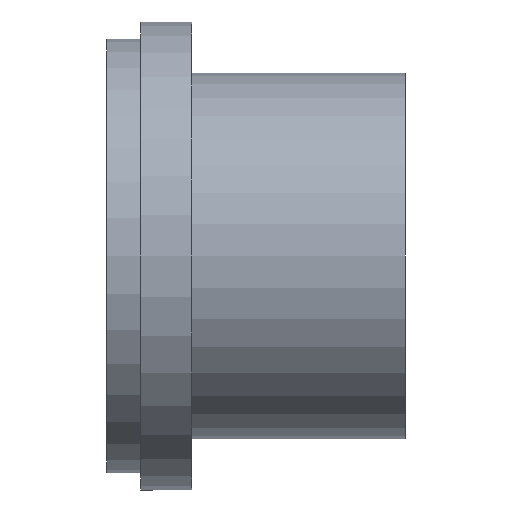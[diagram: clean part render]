
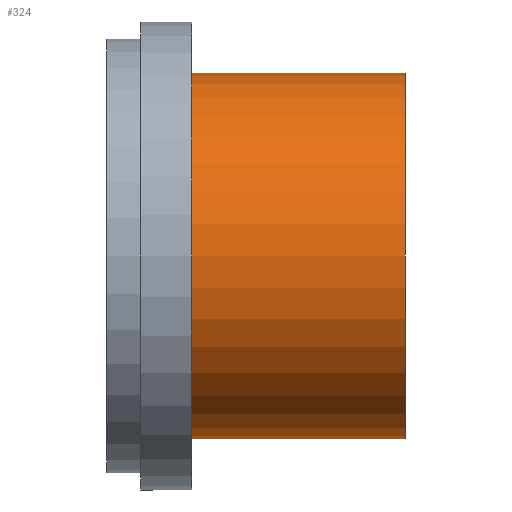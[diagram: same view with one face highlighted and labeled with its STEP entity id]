
A CAD part, front view. The second image highlights one B-rep face of the part: STEP entity #324.
In plain terms, the highlighted cylindrical face has radius 27.203 mm (diameter 54.407 mm), a partial arc.
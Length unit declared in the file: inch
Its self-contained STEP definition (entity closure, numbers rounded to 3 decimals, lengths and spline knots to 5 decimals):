
#21 = EDGE_CURVE ( 'NONE', #494, #135, #631, .T. ) ;
#24 = CARTESIAN_POINT ( 'NONE',  ( 2.75, 0., 0. ) ) ;
#53 = ORIENTED_EDGE ( 'NONE', *, *, #21, .T. ) ;
#64 = CIRCLE ( 'NONE', #1028, 1.071 ) ;
#74 = VECTOR ( 'NONE', #888, 39.37008 ) ;
#135 = VERTEX_POINT ( 'NONE', #266 ) ;
#208 = DIRECTION ( 'NONE',  ( -1., 0., 0. ) ) ;
#224 = CARTESIAN_POINT ( 'NONE',  ( 4., 0., 0. ) ) ;
#266 = CARTESIAN_POINT ( 'NONE',  ( 2.75, 0., 1.071 ) ) ;
#300 = CIRCLE ( 'NONE', #361, 1.071 ) ;
#318 = CARTESIAN_POINT ( 'NONE',  ( 4., 0., 1.071 ) ) ;
#324 = ADVANCED_FACE ( 'NONE', ( #742 ), #786, .T. ) ;
#361 = AXIS2_PLACEMENT_3D ( 'NONE', #24, #208, #658 ) ;
#449 = AXIS2_PLACEMENT_3D ( 'NONE', #1089, #987, #457 ) ;
#457 = DIRECTION ( 'NONE',  ( 0., 0., 1. ) ) ;
#477 = LINE ( 'NONE', #1140, #929 ) ;
#494 = VERTEX_POINT ( 'NONE', #318 ) ;
#498 = EDGE_LOOP ( 'NONE', ( #628, #553, #53, #1015 ) ) ;
#553 = ORIENTED_EDGE ( 'NONE', *, *, #1039, .T. ) ;
#613 = VERTEX_POINT ( 'NONE', #878 ) ;
#628 = ORIENTED_EDGE ( 'NONE', *, *, #941, .F. ) ;
#631 = LINE ( 'NONE', #1149, #74 ) ;
#658 = DIRECTION ( 'NONE',  ( 0., 0., 1. ) ) ;
#676 = DIRECTION ( 'NONE',  ( -1., 0., 0. ) ) ;
#742 = FACE_OUTER_BOUND ( 'NONE', #498, .T. ) ;
#773 = DIRECTION ( 'NONE',  ( 0., 0., 1. ) ) ;
#786 = CYLINDRICAL_SURFACE ( 'NONE', #449, 1.071 ) ;
#830 = EDGE_CURVE ( 'NONE', #1110, #135, #300, .T. ) ;
#878 = CARTESIAN_POINT ( 'NONE',  ( 4., 0., -1.071 ) ) ;
#888 = DIRECTION ( 'NONE',  ( -1., 0., 0. ) ) ;
#929 = VECTOR ( 'NONE', #943, 39.37008 ) ;
#941 = EDGE_CURVE ( 'NONE', #613, #1110, #477, .T. ) ;
#943 = DIRECTION ( 'NONE',  ( -1., 0., 0. ) ) ;
#987 = DIRECTION ( 'NONE',  ( -1., 0., 0. ) ) ;
#1015 = ORIENTED_EDGE ( 'NONE', *, *, #830, .F. ) ;
#1028 = AXIS2_PLACEMENT_3D ( 'NONE', #224, #676, #773 ) ;
#1029 = CARTESIAN_POINT ( 'NONE',  ( 2.75, 0., -1.071 ) ) ;
#1039 = EDGE_CURVE ( 'NONE', #613, #494, #64, .T. ) ;
#1089 = CARTESIAN_POINT ( 'NONE',  ( -0.5672, 0., 0. ) ) ;
#1110 = VERTEX_POINT ( 'NONE', #1029 ) ;
#1140 = CARTESIAN_POINT ( 'NONE',  ( -0.5672, 0., -1.071 ) ) ;
#1149 = CARTESIAN_POINT ( 'NONE',  ( -0.5672, 0., 1.071 ) ) ;
